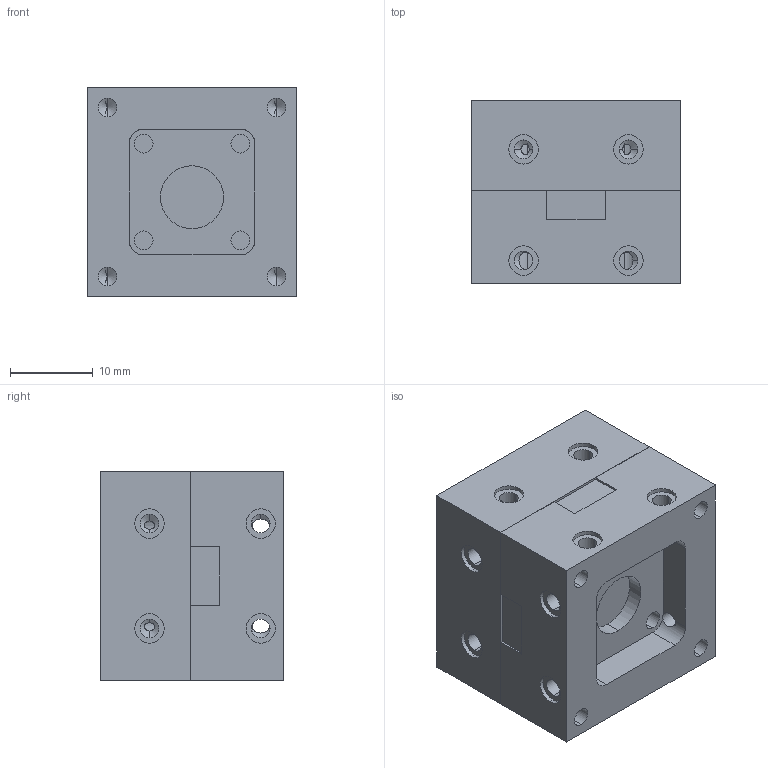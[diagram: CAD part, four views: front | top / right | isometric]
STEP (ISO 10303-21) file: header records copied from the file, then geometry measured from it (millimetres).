
FILE_DESCRIPTION (( 'STEP AP203' ), '1' );
FILE_NAME ('SWP-27340302-28-S1, SWP-30340302-28-S1.STEP', '2019-06-25T22:10:37', ( '' ), ( '' ), 'SwSTEP 2.0', 'SolidWorks 2016', '' );
FILE_SCHEMA (( 'CONFIG_CONTROL_DESIGN' ));
Length unit declared in the file: inch
Products named in the file (1): SWP-27340302-28-S1, SWP-30340302-28-S1
Bounding box: 25.4 x 22.23 x 25.4 mm (x, y, z)
Volume: 12526.2 mm3; surface area: 6682.3 mm2
Topology: 6 solids, 6 shells, 270 faces, 618 edges, 375 vertices
Faces by surface type: cylinder 110, plane 87, cone 73
Entity records: 8040 total; most frequent: CARTESIAN_POINT 1753, DIRECTION 1357, ORIENTED_EDGE 1220, EDGE_CURVE 610, AXIS2_PLACEMENT_3D 541, VERTEX_POINT 375, EDGE_LOOP 333, VECTOR 275
